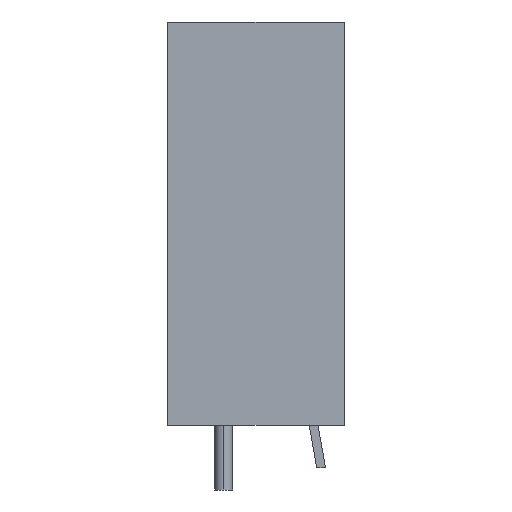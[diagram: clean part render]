
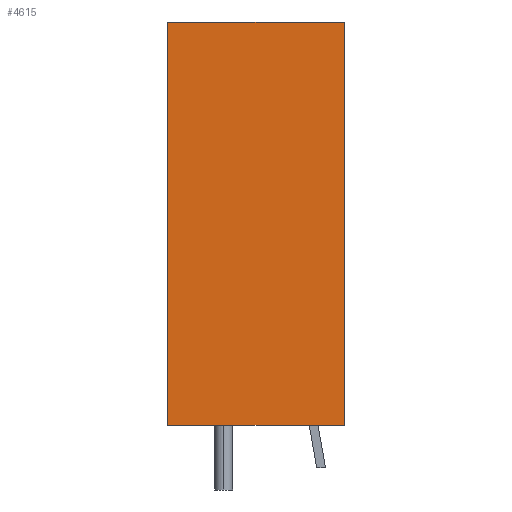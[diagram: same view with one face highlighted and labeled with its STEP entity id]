
A CAD part, left-side view. The second image highlights one B-rep face of the part: STEP entity #4615.
In plain terms, the highlighted planar face has unit normal (-1, 0, 0).
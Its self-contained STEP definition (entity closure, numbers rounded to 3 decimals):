
#2 = LINE ( 'NONE', #4749, #5433 ) ;
#103 = ORIENTED_EDGE ( 'NONE', *, *, #7322, .T. ) ;
#786 = ORIENTED_EDGE ( 'NONE', *, *, #2328, .T. ) ;
#926 = VECTOR ( 'NONE', #5590, 1000. ) ;
#981 = LINE ( 'NONE', #5629, #3033 ) ;
#1235 = EDGE_CURVE ( 'NONE', #5926, #1769, #981, .T. ) ;
#1353 = CARTESIAN_POINT ( 'NONE',  ( -7.5, -5.455, -12.5 ) ) ;
#1458 = CARTESIAN_POINT ( 'NONE',  ( -7.5, 5.455, 12.5 ) ) ;
#1590 = VECTOR ( 'NONE', #2899, 1000. ) ;
#1769 = VERTEX_POINT ( 'NONE', #2085 ) ;
#2085 = CARTESIAN_POINT ( 'NONE',  ( -7.5, -5.455, 12.5 ) ) ;
#2243 = EDGE_LOOP ( 'NONE', ( #786, #4183, #7734, #103 ) ) ;
#2328 = EDGE_CURVE ( 'NONE', #2714, #6396, #3597, .T. ) ;
#2714 = VERTEX_POINT ( 'NONE', #4423 ) ;
#2899 = DIRECTION ( 'NONE',  ( 0., -1., 0. ) ) ;
#3033 = VECTOR ( 'NONE', #3983, 1000. ) ;
#3221 = LINE ( 'NONE', #1458, #926 ) ;
#3510 = DIRECTION ( 'NONE',  ( 0., 0., -1. ) ) ;
#3520 = CARTESIAN_POINT ( 'NONE',  ( -7.5, -5.455, -12.5 ) ) ;
#3538 = EDGE_CURVE ( 'NONE', #1769, #6396, #2, .T. ) ;
#3597 = LINE ( 'NONE', #3520, #1590 ) ;
#3694 = DIRECTION ( 'NONE',  ( 0., 1., 0. ) ) ;
#3983 = DIRECTION ( 'NONE',  ( 0., -1., 0. ) ) ;
#4183 = ORIENTED_EDGE ( 'NONE', *, *, #3538, .F. ) ;
#4386 = FACE_OUTER_BOUND ( 'NONE', #2243, .T. ) ;
#4423 = CARTESIAN_POINT ( 'NONE',  ( -7.5, 5.455, -12.5 ) ) ;
#4615 = ADVANCED_FACE ( 'NONE', ( #4386 ), #7262, .F. ) ;
#4749 = CARTESIAN_POINT ( 'NONE',  ( -7.5, -5.455, 12.5 ) ) ;
#5169 = AXIS2_PLACEMENT_3D ( 'NONE', #6038, #6724, #3694 ) ;
#5433 = VECTOR ( 'NONE', #3510, 1000. ) ;
#5590 = DIRECTION ( 'NONE',  ( 0., 0., -1. ) ) ;
#5629 = CARTESIAN_POINT ( 'NONE',  ( -7.5, -5.455, 12.5 ) ) ;
#5926 = VERTEX_POINT ( 'NONE', #6369 ) ;
#6038 = CARTESIAN_POINT ( 'NONE',  ( -7.5, -5.455, 12.5 ) ) ;
#6369 = CARTESIAN_POINT ( 'NONE',  ( -7.5, 5.455, 12.5 ) ) ;
#6396 = VERTEX_POINT ( 'NONE', #1353 ) ;
#6724 = DIRECTION ( 'NONE',  ( 1., 0., 0. ) ) ;
#7262 = PLANE ( 'NONE',  #5169 ) ;
#7322 = EDGE_CURVE ( 'NONE', #5926, #2714, #3221, .T. ) ;
#7734 = ORIENTED_EDGE ( 'NONE', *, *, #1235, .F. ) ;
